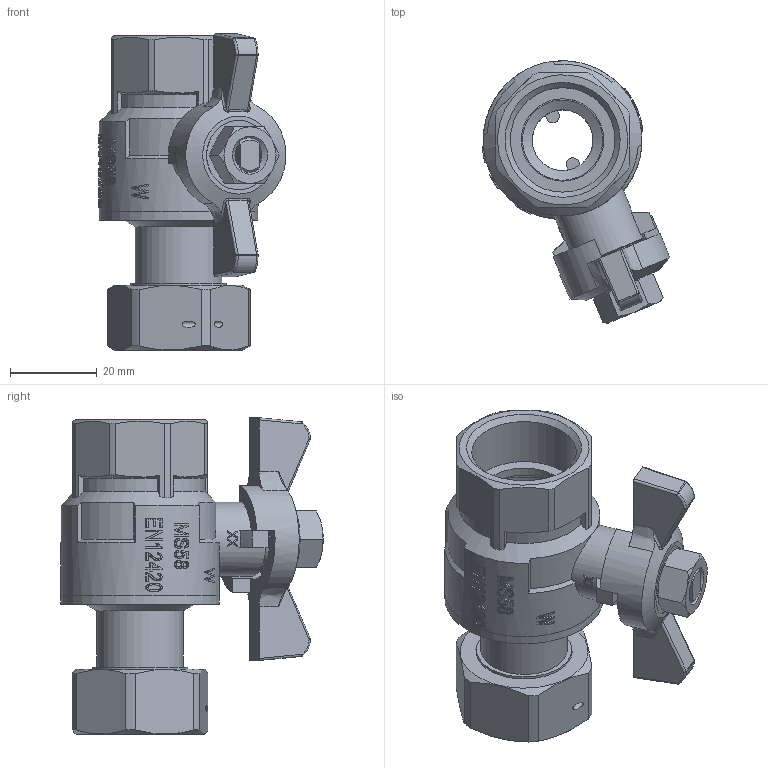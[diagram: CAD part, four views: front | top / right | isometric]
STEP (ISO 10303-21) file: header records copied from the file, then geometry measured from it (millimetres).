
FILE_DESCRIPTION(/* description */ ('Unknown'),/* implementation_level */ '2;1');
FILE_NAME(/* name */ '708-55',/* time_stamp */ '2022-06-30T13:28:12+02:00',/* author */ ('Unknown'),/* organization */ ('Unknown'),/* preprocessor_version */ 'ST-DEVELOPER v16.7',/* originating_system */ 'Solid Edge',/* authorisation */ 'Unknown');
FILE_SCHEMA (('AUTOMOTIVE_DESIGN {1 0 10303 214 3 1 1}'));
Length unit declared in the file: millimetre
Products named in the file (12): 708-55; 626-3_4-Spindel-co; 626-3_4-O-Ring; 626-3_4-Spindel; 626-3_4-Spindeldichtung; 626-3_4-Stopfbuchse; 709-55_Einschraubteil; Gehduse; Flügelgriff 1_4 - 3_4; 600-1_2-Mutter.2; 郻M-3_4; 97000077_24x15x2 - 3_4
Assembly tree (11 placements, depth 3):
  708-55
    626-3_4-Spindel-co
      626-3_4-O-Ring
      626-3_4-Spindel
      626-3_4-Spindeldichtung
      626-3_4-Stopfbuchse
    709-55_Einschraubteil
    Gehduse
    Flügelgriff 1_4 - 3_4
    600-1_2-Mutter.2
    郻M-3_4
    97000077_24x15x2 - 3_4
Bounding box: 43.26 x 60.51 x 73 mm (x, y, z)
Volume: 32101.6 mm3; surface area: 26065.1 mm2
Topology: 10 solids, 10 shells, 1193 faces, 3296 edges, 2180 vertices
Faces by surface type: plane 987, cylinder 122, cone 52, bspline 18, sphere 10, torus 4
Full cylindrical faces by diameter (mm): 1.5 x1, 6.6 x1, 6.75 x1, 8.9 x2, 9.1 x2, 9.3 x1, 10.5 x1, 11 x1, 12 x1, 12.3 x1, 12.376 x1, 14 x2, 16 x2, 17 x1, 18.5 x1, 19 x1, 20 x1, 22 x2, 22.2 x1, 24 x2, 24.117 x2, 26 x1, 30 x1, 32 x1, 32.5 x1, 36.6 x2
Entity records: 41937 total; most frequent: CARTESIAN_POINT 9740, DIRECTION 7269, ORIENTED_EDGE 6414, EDGE_CURVE 3207, AXIS2_PLACEMENT_3D 2998, VERTEX_POINT 2156, ELLIPSE 1402, FACE_BOUND 1335
